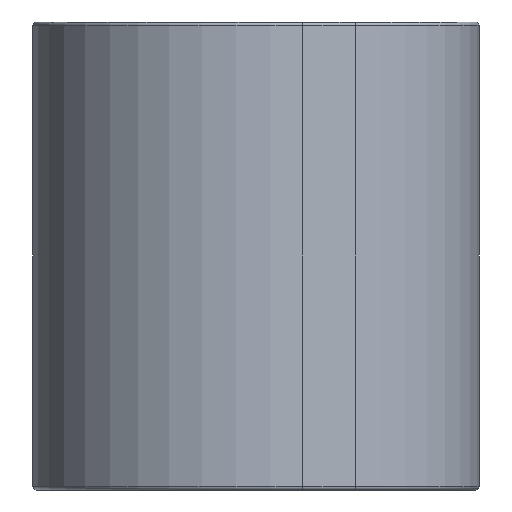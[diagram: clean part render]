
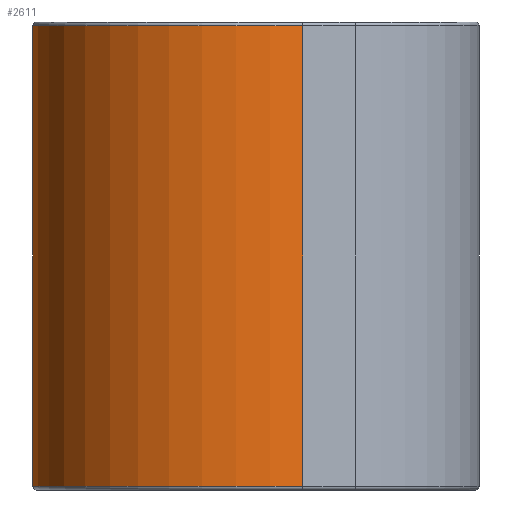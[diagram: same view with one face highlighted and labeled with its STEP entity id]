
A CAD part, left-side view. The second image highlights one B-rep face of the part: STEP entity #2611.
In plain terms, the highlighted cylindrical face has radius 5.525 mm (diameter 11.05 mm), a partial arc.
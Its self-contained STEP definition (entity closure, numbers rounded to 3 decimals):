
#476=DIRECTION('',(0.,0.,1.));
#477=VECTOR('',#476,12.5);
#478=CARTESIAN_POINT('',(-5.219,-1.813,-6.25));
#479=LINE('',#478,#477);
#480=CARTESIAN_POINT('',(0.,0.,6.25));
#481=DIRECTION('',(0.,0.,1.));
#482=DIRECTION('',(0.566,0.824,0.));
#483=AXIS2_PLACEMENT_3D('',#480,#481,#482);
#485=CARTESIAN_POINT('',(0.,0.,-6.25));
#486=DIRECTION('',(0.,0.,-1.));
#487=DIRECTION('',(-0.945,-0.328,0.));
#488=AXIS2_PLACEMENT_3D('',#485,#486,#487);
#490=DIRECTION('',(0.,0.,1.));
#491=VECTOR('',#490,12.5);
#492=CARTESIAN_POINT('',(3.128,4.554,-6.25));
#493=LINE('',#492,#491);
#1731=CARTESIAN_POINT('',(3.128,4.554,6.25));
#1733=VERTEX_POINT('',#1731);
#1736=CARTESIAN_POINT('',(-5.219,-1.813,6.25));
#1737=VERTEX_POINT('',#1736);
#1772=CARTESIAN_POINT('',(-5.219,-1.813,-6.25));
#1773=VERTEX_POINT('',#1772);
#1776=CARTESIAN_POINT('',(3.128,4.554,-6.25));
#1777=VERTEX_POINT('',#1776);
#2599=CARTESIAN_POINT('',(0.,0.,-6.35));
#2600=DIRECTION('',(0.,0.,1.));
#2601=DIRECTION('',(1.,0.,0.));
#2602=AXIS2_PLACEMENT_3D('',#2599,#2600,#2601);
#2603=CYLINDRICAL_SURFACE('',#2602,5.525);
#2604=ORIENTED_EDGE('',*,*,#2447,.T.);
#2605=ORIENTED_EDGE('',*,*,#2594,.F.);
#2606=ORIENTED_EDGE('',*,*,#2085,.T.);
#2608=ORIENTED_EDGE('',*,*,#2607,.T.);
#2609=EDGE_LOOP('',(#2604,#2605,#2606,#2608));
#2610=FACE_OUTER_BOUND('',#2609,.F.);
#2611=ADVANCED_FACE('',(#2610),#2603,.T.);
#484=CIRCLE('',#483,5.525);
#489=CIRCLE('',#488,5.525);
#2085=EDGE_CURVE('',#1773,#1777,#489,.T.);
#2447=EDGE_CURVE('',#1733,#1737,#484,.T.);
#2594=EDGE_CURVE('',#1773,#1737,#479,.T.);
#2607=EDGE_CURVE('',#1777,#1733,#493,.T.);
